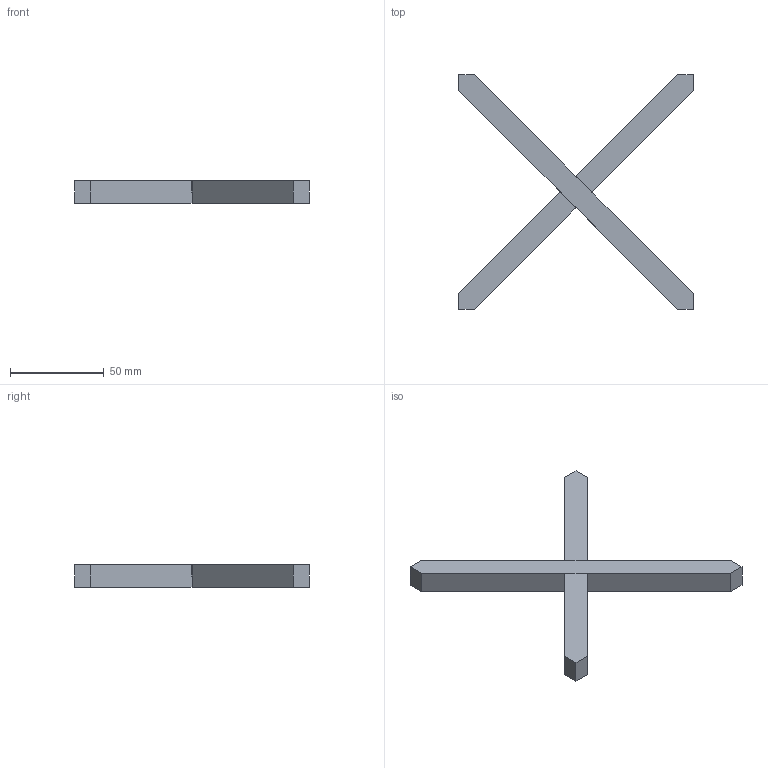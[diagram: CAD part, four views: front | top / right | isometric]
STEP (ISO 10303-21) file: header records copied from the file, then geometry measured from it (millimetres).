
FILE_DESCRIPTION (( 'STEP AP203' ), '1' );
FILE_NAME ('5645-125.step', '2022-06-29T10:50:38', ( '' ), ( '' ), 'SwSTEP 2.0', 'SolidWorks 2018', '' );
FILE_SCHEMA (( 'CONFIG_CONTROL_DESIGN' ));
Length unit declared in the file: millimetre
Products named in the file (1): 5645-125
Bounding box: 125 x 125 x 12 mm (x, y, z)
Volume: 47441 mm3; surface area: 16351.5 mm2
Topology: 1 solids, 1 shells, 285 faces, 779 edges, 518 vertices
Faces by surface type: plane 178, bspline 107
Entity records: 13888 total; most frequent: CARTESIAN_POINT 7322, ORIENTED_EDGE 1558, DIRECTION 923, EDGE_CURVE 779, VECTOR 565, LINE 565, VERTEX_POINT 518, EDGE_LOOP 307
